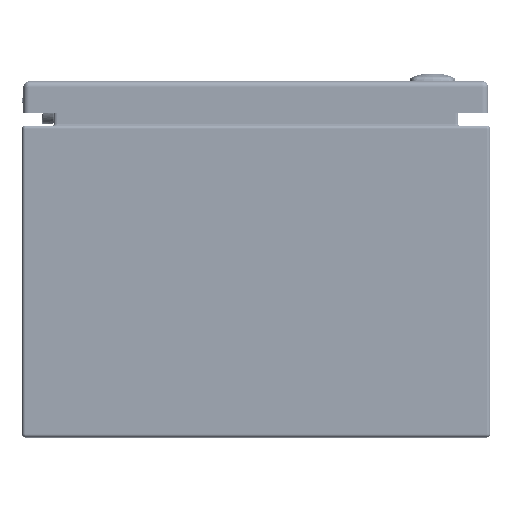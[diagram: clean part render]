
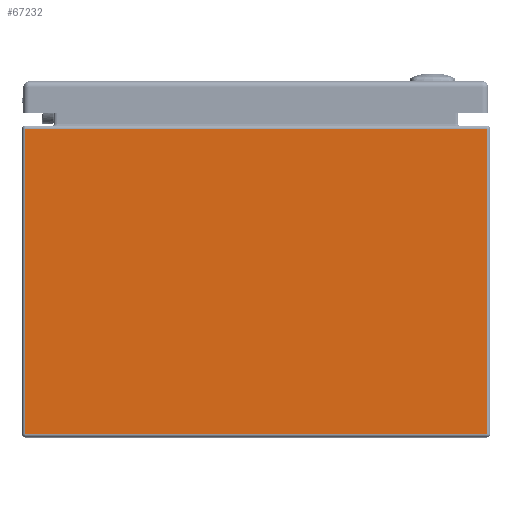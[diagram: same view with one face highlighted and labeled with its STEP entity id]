
A CAD part, front view. The second image highlights one B-rep face of the part: STEP entity #67232.
In plain terms, the highlighted planar face has unit normal (0, -1, 0).
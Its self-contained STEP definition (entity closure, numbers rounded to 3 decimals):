
#6819=LINE('',#94448,#10949);
#6825=LINE('',#94466,#10955);
#6829=LINE('',#94483,#10959);
#6861=LINE('',#94642,#10991);
#10949=VECTOR('',#78266,0.394);
#10955=VECTOR('',#78286,0.394);
#10959=VECTOR('',#78304,0.394);
#10991=VECTOR('',#78488,0.394);
#16193=FACE_OUTER_BOUND('',#20355,.T.);
#20355=EDGE_LOOP('',(#44816,#44817,#44818,#44819));
#27287=VERTEX_POINT('',#94439);
#27290=VERTEX_POINT('',#94446);
#27295=VERTEX_POINT('',#94465);
#27300=VERTEX_POINT('',#94476);
#33976=EDGE_CURVE('',#27290,#27287,#6819,.T.);
#33985=EDGE_CURVE('',#27287,#27295,#6825,.T.);
#33994=EDGE_CURVE('',#27295,#27300,#6829,.T.);
#34074=EDGE_CURVE('',#27300,#27290,#6861,.T.);
#44816=ORIENTED_EDGE('',*,*,#33976,.F.);
#44817=ORIENTED_EDGE('',*,*,#34074,.F.);
#44818=ORIENTED_EDGE('',*,*,#33994,.F.);
#44819=ORIENTED_EDGE('',*,*,#33985,.F.);
#65739=PLANE('',#72303);
#67232=ADVANCED_FACE('',(#16193),#65739,.F.);
#72303=AXIS2_PLACEMENT_3D('',#94641,#78486,#78487);
#78266=DIRECTION('',(0.,0.,1.));
#78286=DIRECTION('',(1.,0.,0.));
#78304=DIRECTION('',(0.,0.,-1.));
#78486=DIRECTION('center_axis',(0.,1.,0.));
#78487=DIRECTION('ref_axis',(0.,0.,1.));
#78488=DIRECTION('',(-1.,0.,0.));
#94439=CARTESIAN_POINT('',(-5.916,-12.,7.916));
#94446=CARTESIAN_POINT('',(-5.916,-12.,0.084));
#94448=CARTESIAN_POINT('',(-5.916,-12.,7.916));
#94465=CARTESIAN_POINT('',(5.916,-12.,7.916));
#94466=CARTESIAN_POINT('',(-5.078,-12.,7.916));
#94476=CARTESIAN_POINT('',(5.916,-12.,0.084));
#94483=CARTESIAN_POINT('',(5.916,-12.,7.916));
#94641=CARTESIAN_POINT('Origin',(5.078,-12.,7.916));
#94642=CARTESIAN_POINT('',(5.518,-12.,0.084));
